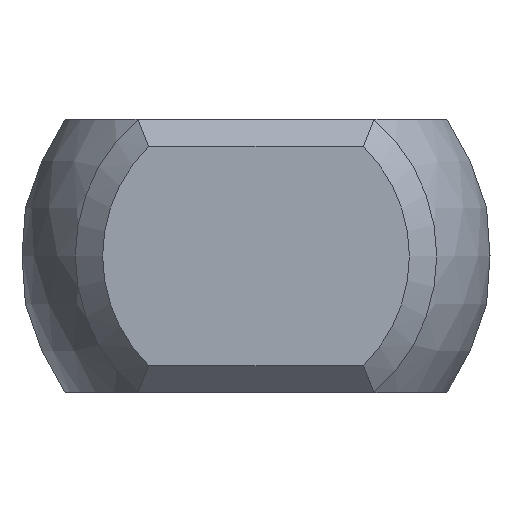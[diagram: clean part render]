
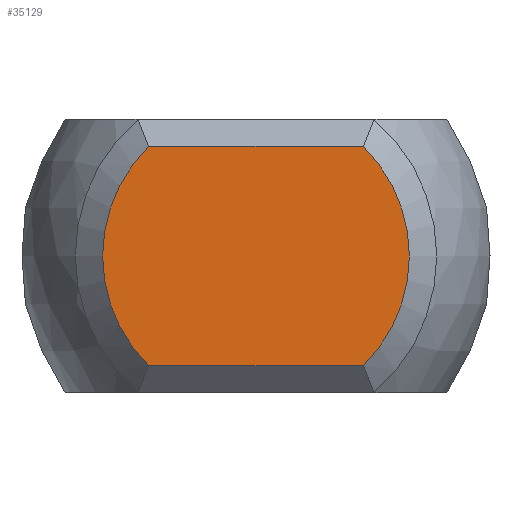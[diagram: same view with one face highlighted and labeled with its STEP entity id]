
A CAD part, left-side view. The second image highlights one B-rep face of the part: STEP entity #35129.
In plain terms, the highlighted planar face has unit normal (-1, 0, 0).
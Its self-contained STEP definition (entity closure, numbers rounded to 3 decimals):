
#33840 = PLANE('',#33841);
#33841 = AXIS2_PLACEMENT_3D('',#33842,#33843,#33844);
#33842 = CARTESIAN_POINT('',(-49.75,3.125,2.25));
#33843 = DIRECTION('',(0.707,0.,-0.707));
#33844 = DIRECTION('',(-0.707,0.,-0.707));
#34765 = EDGE_CURVE('',#34766,#34768,#34770,.T.);
#34766 = VERTEX_POINT('',#34767);
#34767 = CARTESIAN_POINT('',(-50.,-1.96,-2.));
#34768 = VERTEX_POINT('',#34769);
#34769 = CARTESIAN_POINT('',(-50.,-1.96,2.));
#34770 = SURFACE_CURVE('',#34771,(#34776,#34788),.PCURVE_S1.);
#34771 = CIRCLE('',#34772,2.8);
#34772 = AXIS2_PLACEMENT_3D('',#34773,#34774,#34775);
#34773 = CARTESIAN_POINT('',(-50.,0.,0.));
#34774 = DIRECTION('',(-1.,0.,0.));
#34775 = DIRECTION('',(0.,-1.,0.));
#34776 = PCURVE('',#34777,#34782);
#34777 = CONICAL_SURFACE('',#34778,3.05,0.785);
#34778 = AXIS2_PLACEMENT_3D('',#34779,#34780,#34781);
#34779 = CARTESIAN_POINT('',(-49.75,0.,0.));
#34780 = DIRECTION('',(1.,0.,0.));
#34781 = DIRECTION('',(0.,-1.,0.));
#34782 = DEFINITIONAL_REPRESENTATION('',(#34783),#34787);
#34783 = LINE('',#34784,#34785);
#34784 = CARTESIAN_POINT('',(6.283,-0.25));
#34785 = VECTOR('',#34786,1.);
#34786 = DIRECTION('',(-1.,0.));
#34787 = ( GEOMETRIC_REPRESENTATION_CONTEXT(2) 
PARAMETRIC_REPRESENTATION_CONTEXT() REPRESENTATION_CONTEXT('2D SPACE',''
  ) );
#34788 = PCURVE('',#34789,#34794);
#34789 = PLANE('',#34790);
#34790 = AXIS2_PLACEMENT_3D('',#34791,#34792,#34793);
#34791 = CARTESIAN_POINT('',(-50.,0.,0.));
#34792 = DIRECTION('',(1.,0.,0.));
#34793 = DIRECTION('',(0.,0.,-1.));
#34794 = DEFINITIONAL_REPRESENTATION('',(#34795),#34803);
#34795 = ( BOUNDED_CURVE() B_SPLINE_CURVE(2,(#34796,#34797,#34798,#34799
    ,#34800,#34801,#34802),.UNSPECIFIED.,.T.,.F.) 
B_SPLINE_CURVE_WITH_KNOTS((1,2,2,2,2,1),(-2.094,0.,
    2.094,4.189,6.283,8.378),
.UNSPECIFIED.) CURVE() GEOMETRIC_REPRESENTATION_ITEM() 
RATIONAL_B_SPLINE_CURVE((1.,0.5,1.,0.5,1.,0.5,1.)) REPRESENTATION_ITEM(
  '') );
#34796 = CARTESIAN_POINT('',(0.,-2.8));
#34797 = CARTESIAN_POINT('',(-4.85,-2.8));
#34798 = CARTESIAN_POINT('',(-2.425,1.4));
#34799 = CARTESIAN_POINT('',(0.,5.6));
#34800 = CARTESIAN_POINT('',(2.425,1.4));
#34801 = CARTESIAN_POINT('',(4.85,-2.8));
#34802 = CARTESIAN_POINT('',(0.,-2.8));
#34803 = ( GEOMETRIC_REPRESENTATION_CONTEXT(2) 
PARAMETRIC_REPRESENTATION_CONTEXT() REPRESENTATION_CONTEXT('2D SPACE',''
  ) );
#34821 = PLANE('',#34822);
#34822 = AXIS2_PLACEMENT_3D('',#34823,#34824,#34825);
#34823 = CARTESIAN_POINT('',(-49.75,-3.125,-2.25));
#34824 = DIRECTION('',(0.707,0.,0.707)
  );
#34825 = DIRECTION('',(0.707,0.,-0.707));
#34881 = EDGE_CURVE('',#34768,#34882,#34884,.T.);
#34882 = VERTEX_POINT('',#34883);
#34883 = CARTESIAN_POINT('',(-50.,1.96,2.));
#34884 = SURFACE_CURVE('',#34885,(#34889,#34896),.PCURVE_S1.);
#34885 = LINE('',#34886,#34887);
#34886 = CARTESIAN_POINT('',(-50.,3.125,2.));
#34887 = VECTOR('',#34888,1.);
#34888 = DIRECTION('',(0.,1.,0.));
#34889 = PCURVE('',#33840,#34890);
#34890 = DEFINITIONAL_REPRESENTATION('',(#34891),#34895);
#34891 = LINE('',#34892,#34893);
#34892 = CARTESIAN_POINT('',(0.354,0.));
#34893 = VECTOR('',#34894,1.);
#34894 = DIRECTION('',(0.,1.));
#34895 = ( GEOMETRIC_REPRESENTATION_CONTEXT(2) 
PARAMETRIC_REPRESENTATION_CONTEXT() REPRESENTATION_CONTEXT('2D SPACE',''
  ) );
#34896 = PCURVE('',#34789,#34897);
#34897 = DEFINITIONAL_REPRESENTATION('',(#34898),#34902);
#34898 = LINE('',#34899,#34900);
#34899 = CARTESIAN_POINT('',(-2.,3.125));
#34900 = VECTOR('',#34901,1.);
#34901 = DIRECTION('',(0.,1.));
#34902 = ( GEOMETRIC_REPRESENTATION_CONTEXT(2) 
PARAMETRIC_REPRESENTATION_CONTEXT() REPRESENTATION_CONTEXT('2D SPACE',''
  ) );
#34922 = CONICAL_SURFACE('',#34923,3.05,0.785);
#34923 = AXIS2_PLACEMENT_3D('',#34924,#34925,#34926);
#34924 = CARTESIAN_POINT('',(-49.75,0.,0.));
#34925 = DIRECTION('',(1.,0.,0.));
#34926 = DIRECTION('',(-0.,1.,0.));
#34936 = EDGE_CURVE('',#34882,#34937,#34939,.T.);
#34937 = VERTEX_POINT('',#34938);
#34938 = CARTESIAN_POINT('',(-50.,1.96,-2.));
#34939 = SURFACE_CURVE('',#34940,(#34945,#34952),.PCURVE_S1.);
#34940 = CIRCLE('',#34941,2.8);
#34941 = AXIS2_PLACEMENT_3D('',#34942,#34943,#34944);
#34942 = CARTESIAN_POINT('',(-50.,0.,0.));
#34943 = DIRECTION('',(-1.,0.,0.));
#34944 = DIRECTION('',(0.,1.,0.));
#34945 = PCURVE('',#34922,#34946);
#34946 = DEFINITIONAL_REPRESENTATION('',(#34947),#34951);
#34947 = LINE('',#34948,#34949);
#34948 = CARTESIAN_POINT('',(12.566,-0.25));
#34949 = VECTOR('',#34950,1.);
#34950 = DIRECTION('',(-1.,0.));
#34951 = ( GEOMETRIC_REPRESENTATION_CONTEXT(2) 
PARAMETRIC_REPRESENTATION_CONTEXT() REPRESENTATION_CONTEXT('2D SPACE',''
  ) );
#34952 = PCURVE('',#34789,#34953);
#34953 = DEFINITIONAL_REPRESENTATION('',(#34954),#34962);
#34954 = ( BOUNDED_CURVE() B_SPLINE_CURVE(2,(#34955,#34956,#34957,#34958
    ,#34959,#34960,#34961),.UNSPECIFIED.,.T.,.F.) 
B_SPLINE_CURVE_WITH_KNOTS((1,2,2,2,2,1),(-2.094,0.,
    2.094,4.189,6.283,8.378),
.UNSPECIFIED.) CURVE() GEOMETRIC_REPRESENTATION_ITEM() 
RATIONAL_B_SPLINE_CURVE((1.,0.5,1.,0.5,1.,0.5,1.)) REPRESENTATION_ITEM(
  '') );
#34955 = CARTESIAN_POINT('',(0.,2.8));
#34956 = CARTESIAN_POINT('',(4.85,2.8));
#34957 = CARTESIAN_POINT('',(2.425,-1.4));
#34958 = CARTESIAN_POINT('',(0.,-5.6));
#34959 = CARTESIAN_POINT('',(-2.425,-1.4));
#34960 = CARTESIAN_POINT('',(-4.85,2.8));
#34961 = CARTESIAN_POINT('',(0.,2.8));
#34962 = ( GEOMETRIC_REPRESENTATION_CONTEXT(2) 
PARAMETRIC_REPRESENTATION_CONTEXT() REPRESENTATION_CONTEXT('2D SPACE',''
  ) );
#35036 = EDGE_CURVE('',#34937,#34766,#35037,.T.);
#35037 = SURFACE_CURVE('',#35038,(#35042,#35049),.PCURVE_S1.);
#35038 = LINE('',#35039,#35040);
#35039 = CARTESIAN_POINT('',(-50.,-3.125,-2.));
#35040 = VECTOR('',#35041,1.);
#35041 = DIRECTION('',(0.,-1.,0.));
#35042 = PCURVE('',#34821,#35043);
#35043 = DEFINITIONAL_REPRESENTATION('',(#35044),#35048);
#35044 = LINE('',#35045,#35046);
#35045 = CARTESIAN_POINT('',(-0.354,0.));
#35046 = VECTOR('',#35047,1.);
#35047 = DIRECTION('',(0.,-1.));
#35048 = ( GEOMETRIC_REPRESENTATION_CONTEXT(2) 
PARAMETRIC_REPRESENTATION_CONTEXT() REPRESENTATION_CONTEXT('2D SPACE',''
  ) );
#35049 = PCURVE('',#34789,#35050);
#35050 = DEFINITIONAL_REPRESENTATION('',(#35051),#35055);
#35051 = LINE('',#35052,#35053);
#35052 = CARTESIAN_POINT('',(2.,-3.125));
#35053 = VECTOR('',#35054,1.);
#35054 = DIRECTION('',(0.,-1.));
#35055 = ( GEOMETRIC_REPRESENTATION_CONTEXT(2) 
PARAMETRIC_REPRESENTATION_CONTEXT() REPRESENTATION_CONTEXT('2D SPACE',''
  ) );
#35129 = ADVANCED_FACE('',(#35130),#34789,.F.);
#35130 = FACE_BOUND('',#35131,.T.);
#35131 = EDGE_LOOP('',(#35132,#35133,#35134,#35135));
#35132 = ORIENTED_EDGE('',*,*,#34765,.T.);
#35133 = ORIENTED_EDGE('',*,*,#34881,.T.);
#35134 = ORIENTED_EDGE('',*,*,#34936,.T.);
#35135 = ORIENTED_EDGE('',*,*,#35036,.T.);
